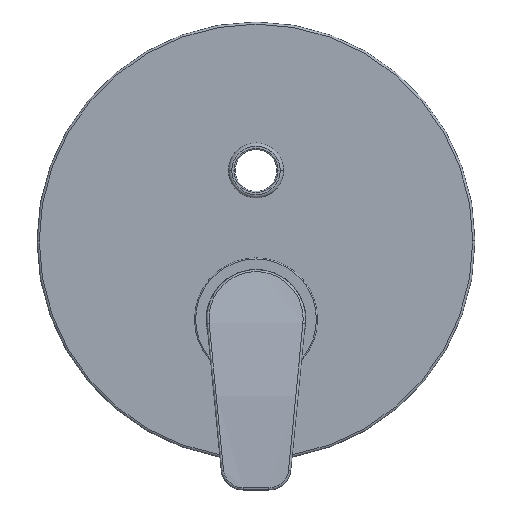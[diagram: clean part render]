
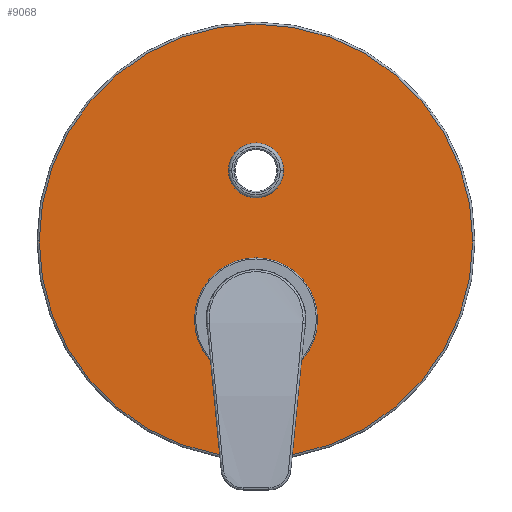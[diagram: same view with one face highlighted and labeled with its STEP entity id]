
A CAD part, top view. The second image highlights one B-rep face of the part: STEP entity #9068.
In plain terms, the highlighted planar face has unit normal (0, 0, 1).
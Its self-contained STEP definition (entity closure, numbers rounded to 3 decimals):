
#8222=CARTESIAN_POINT('',(0.,35.8,-2.));
#8223=DIRECTION('',(0.,0.,1.));
#8224=DIRECTION('',(1.,0.,0.));
#8225=AXIS2_PLACEMENT_3D('',#8222,#8223,#8224);
#8227=CARTESIAN_POINT('',(0.,35.8,-2.));
#8228=DIRECTION('',(0.,0.,1.));
#8229=DIRECTION('',(-1.,0.,0.));
#8230=AXIS2_PLACEMENT_3D('',#8227,#8228,#8229);
#8232=CARTESIAN_POINT('',(0.,68.,-2.));
#8233=DIRECTION('',(0.,0.,-1.));
#8234=DIRECTION('',(-1.,0.,0.));
#8235=AXIS2_PLACEMENT_3D('',#8232,#8233,#8234);
#8237=CARTESIAN_POINT('',(0.,68.,-2.));
#8238=DIRECTION('',(0.,0.,-1.));
#8239=DIRECTION('',(1.,0.,0.));
#8240=AXIS2_PLACEMENT_3D('',#8237,#8238,#8239);
#8242=CARTESIAN_POINT('',(0.,0.,-2.));
#8243=DIRECTION('',(0.,0.,-1.));
#8244=DIRECTION('',(-1.,0.,0.));
#8245=AXIS2_PLACEMENT_3D('',#8242,#8243,#8244);
#8247=CARTESIAN_POINT('',(0.,0.,-2.));
#8248=DIRECTION('',(0.,0.,-1.));
#8249=DIRECTION('',(1.,0.,0.));
#8250=AXIS2_PLACEMENT_3D('',#8247,#8248,#8249);
#8771=CARTESIAN_POINT('',(99.,35.8,-2.));
#8772=CARTESIAN_POINT('',(-99.,35.8,-2.));
#8773=VERTEX_POINT('',#8771);
#8774=VERTEX_POINT('',#8772);
#8835=CARTESIAN_POINT('',(-12.55,68.,-2.));
#8836=CARTESIAN_POINT('',(12.55,68.,-2.));
#8837=VERTEX_POINT('',#8835);
#8838=VERTEX_POINT('',#8836);
#8891=CARTESIAN_POINT('',(-27.6,0.,-2.));
#8892=CARTESIAN_POINT('',(27.6,0.,-2.));
#8893=VERTEX_POINT('',#8891);
#8894=VERTEX_POINT('',#8892);
#9046=CARTESIAN_POINT('',(0.,35.8,-2.));
#9047=DIRECTION('',(0.,0.,-1.));
#9048=DIRECTION('',(-1.,0.,0.));
#9049=AXIS2_PLACEMENT_3D('',#9046,#9047,#9048);
#9050=PLANE('',#9049);
#9052=ORIENTED_EDGE('',*,*,#9051,.F.);
#9054=ORIENTED_EDGE('',*,*,#9053,.F.);
#9055=EDGE_LOOP('',(#9052,#9054));
#9056=FACE_OUTER_BOUND('',#9055,.F.);
#9058=ORIENTED_EDGE('',*,*,#9057,.F.);
#9060=ORIENTED_EDGE('',*,*,#9059,.F.);
#9061=EDGE_LOOP('',(#9058,#9060));
#9062=FACE_BOUND('',#9061,.F.);
#9064=ORIENTED_EDGE('',*,*,#9063,.F.);
#9065=ORIENTED_EDGE('',*,*,#9029,.F.);
#9066=EDGE_LOOP('',(#9064,#9065));
#9067=FACE_BOUND('',#9066,.F.);
#9068=ADVANCED_FACE('',(#9056,#9062,#9067),#9050,.F.);
#8226=CIRCLE('',#8225,99.);
#8231=CIRCLE('',#8230,99.);
#8236=CIRCLE('',#8235,12.55);
#8241=CIRCLE('',#8240,12.55);
#8246=CIRCLE('',#8245,27.6);
#8251=CIRCLE('',#8250,27.6);
#9029=EDGE_CURVE('',#8894,#8893,#8251,.T.);
#9051=EDGE_CURVE('',#8773,#8774,#8226,.T.);
#9053=EDGE_CURVE('',#8774,#8773,#8231,.T.);
#9057=EDGE_CURVE('',#8837,#8838,#8236,.T.);
#9059=EDGE_CURVE('',#8838,#8837,#8241,.T.);
#9063=EDGE_CURVE('',#8893,#8894,#8246,.T.);
